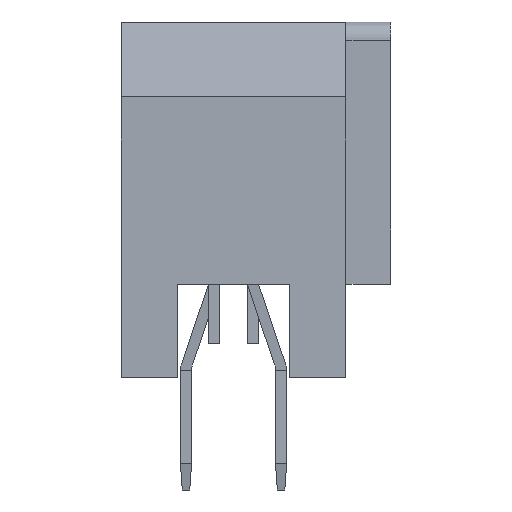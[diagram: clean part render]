
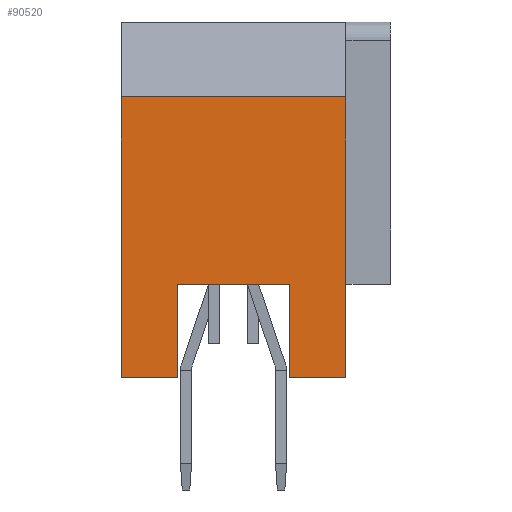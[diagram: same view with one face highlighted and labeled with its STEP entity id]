
A CAD part, left-side view. The second image highlights one B-rep face of the part: STEP entity #90520.
In plain terms, the highlighted planar face has unit normal (-1, 0, 0).
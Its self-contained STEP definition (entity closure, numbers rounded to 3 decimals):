
#790=CARTESIAN_POINT('',(-4.326,0.471,0.));
#800=VERTEX_POINT('',#790);
#830=CARTESIAN_POINT('',(-4.326,-1.029,0.));
#840=DIRECTION('',(0.,1.,0.));
#850=VECTOR('',#840,1.);
#860=LINE('',#830,#850);
#870=CARTESIAN_POINT('',(-4.326,-1.029,0.));
#880=VERTEX_POINT('',#870);
#890=EDGE_CURVE('',#880,#800,#860,.T.);
#1610=CARTESIAN_POINT('',(-4.326,4.971,0.));
#1620=VERTEX_POINT('',#1610);
#1650=CARTESIAN_POINT('',(-4.326,3.471,0.));
#1660=VERTEX_POINT('',#1650);
#1670=EDGE_CURVE('',#1660,#1620,#860,.T.);
#2610=CARTESIAN_POINT('',(-4.326,0.471,2.5));
#2620=VERTEX_POINT('',#2610);
#2650=CARTESIAN_POINT('',(-4.326,0.471,0.));
#2660=DIRECTION('',(0.,0.,1.));
#2670=VECTOR('',#2660,1.);
#2680=LINE('',#2650,#2670);
#2690=EDGE_CURVE('',#800,#2620,#2680,.T.);
#8930=CARTESIAN_POINT('',(-4.326,3.471,0.));
#8940=DIRECTION('',(0.,0.,-1.));
#8950=VECTOR('',#8940,1.);
#8960=LINE('',#8930,#8950);
#8970=CARTESIAN_POINT('',(-4.326,3.471,2.5));
#8980=VERTEX_POINT('',#8970);
#8990=EDGE_CURVE('',#8980,#1660,#8960,.T.);
#32070=CARTESIAN_POINT('',(-4.326,0.,2.5));
#32080=DIRECTION('',(0.,1.,0.));
#32090=VECTOR('',#32080,1.);
#32100=LINE('',#32070,#32090);
#32110=EDGE_CURVE('',#2620,#8980,#32100,.T.);
#90090=CARTESIAN_POINT('',(-4.326,4.971,7.5));
#90100=VERTEX_POINT('',#90090);
#90130=CARTESIAN_POINT('',(-4.326,4.971,0.));
#90140=DIRECTION('',(0.,0.,1.));
#90150=VECTOR('',#90140,1.);
#90160=LINE('',#90130,#90150);
#90170=EDGE_CURVE('',#1620,#90100,#90160,.T.);
#90250=CARTESIAN_POINT('',(-4.326,-1.029,0.));
#90260=DIRECTION('',(-1.,0.,0.));
#90270=DIRECTION('',(0.,1.,0.));
#90280=AXIS2_PLACEMENT_3D('',#90250,#90260,#90270);
#90290=PLANE('',#90280);
#90300=ORIENTED_EDGE('',*,*,#90170,.F.);
#90310=CARTESIAN_POINT('',(-4.326,0.,7.5));
#90320=DIRECTION('',(0.,-1.,0.));
#90330=VECTOR('',#90320,1.);
#90340=LINE('',#90310,#90330);
#90350=CARTESIAN_POINT('',(-4.326,-1.029,7.5));
#90360=VERTEX_POINT('',#90350);
#90370=EDGE_CURVE('',#90100,#90360,#90340,.T.);
#90380=ORIENTED_EDGE('',*,*,#90370,.F.);
#90390=CARTESIAN_POINT('',(-4.326,-1.029,0.));
#90400=DIRECTION('',(0.,0.,1.));
#90410=VECTOR('',#90400,1.);
#90420=LINE('',#90390,#90410);
#90430=EDGE_CURVE('',#880,#90360,#90420,.T.);
#90440=ORIENTED_EDGE('',*,*,#90430,.T.);
#90450=ORIENTED_EDGE('',*,*,#890,.F.);
#90460=ORIENTED_EDGE('',*,*,#2690,.F.);
#90470=ORIENTED_EDGE('',*,*,#32110,.F.);
#90480=ORIENTED_EDGE('',*,*,#8990,.F.);
#90490=ORIENTED_EDGE('',*,*,#1670,.F.);
#90500=EDGE_LOOP('',(#90490,#90480,#90470,#90460,#90450,#90440,#90380,
#90300));
#90510=FACE_OUTER_BOUND('',#90500,.T.);
#90520=ADVANCED_FACE('',(#90510),#90290,.T.);
